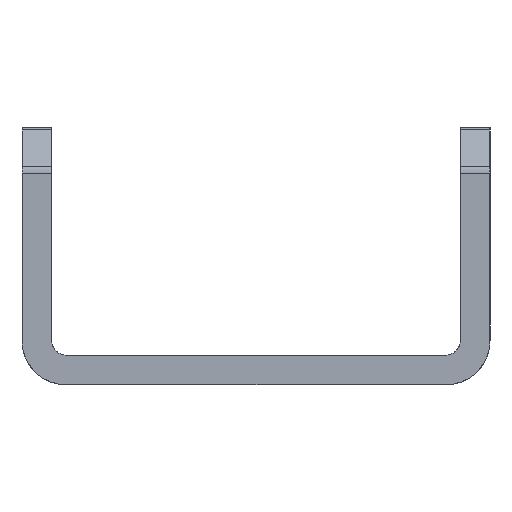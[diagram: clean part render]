
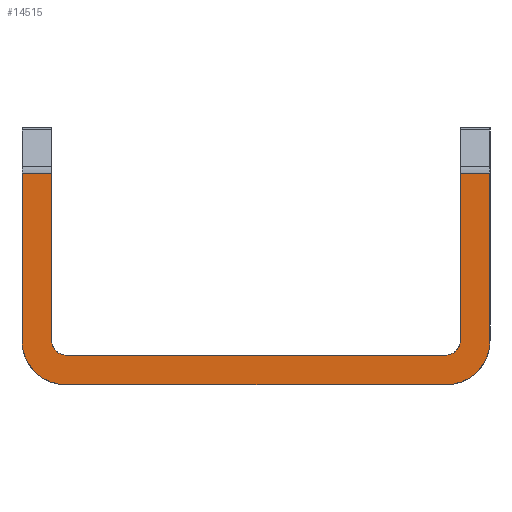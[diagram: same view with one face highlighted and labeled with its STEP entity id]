
A CAD part, front view. The second image highlights one B-rep face of the part: STEP entity #14515.
In plain terms, the highlighted planar face has unit normal (0, -1, 0).
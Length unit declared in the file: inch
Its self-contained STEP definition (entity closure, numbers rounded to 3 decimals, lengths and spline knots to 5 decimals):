
#656=CIRCLE('',#14831,0.094);
#797=CIRCLE('',#15125,0.094);
#1154=CIRCLE('',#15864,0.032);
#1155=CIRCLE('',#15866,0.032);
#1845=FACE_OUTER_BOUND('',#2617,.T.);
#2617=EDGE_LOOP('',(#12769,#12770,#12771,#12772,#12773,#12774,#12775,#12776,
#12777,#12778,#12779,#12780));
#2824=LINE('',#20101,#4236);
#2889=LINE('',#20350,#4301);
#3129=LINE('',#21141,#4541);
#3227=LINE('',#21495,#4639);
#3460=LINE('',#22218,#4872);
#4193=LINE('',#25477,#5605);
#4194=LINE('',#25478,#5606);
#4195=LINE('',#25479,#5607);
#4236=VECTOR('',#15958,0.3937);
#4301=VECTOR('',#16147,39.37008);
#4541=VECTOR('',#16827,0.3937);
#4639=VECTOR('',#17121,39.37008);
#4872=VECTOR('',#17770,0.3937);
#5605=VECTOR('',#19941,0.3937);
#5606=VECTOR('',#19942,0.3937);
#5607=VECTOR('',#19943,0.3937);
#5665=VERTEX_POINT('',#20098);
#5666=VERTEX_POINT('',#20100);
#5788=VERTEX_POINT('',#20348);
#5934=VERTEX_POINT('',#20960);
#5974=VERTEX_POINT('',#21138);
#5975=VERTEX_POINT('',#21140);
#6133=VERTEX_POINT('',#21494);
#6262=VERTEX_POINT('',#22038);
#7047=VERTEX_POINT('',#25465);
#7048=VERTEX_POINT('',#25466);
#7049=VERTEX_POINT('',#25471);
#7050=VERTEX_POINT('',#25472);
#7106=EDGE_CURVE('',#5665,#5666,#2824,.T.);
#7232=EDGE_CURVE('',#5788,#5665,#2889,.T.);
#7517=EDGE_CURVE('',#5666,#5934,#656,.T.);
#7564=EDGE_CURVE('',#5974,#5975,#3129,.T.);
#7741=EDGE_CURVE('',#6133,#5975,#3227,.T.);
#7993=EDGE_CURVE('',#6262,#5974,#797,.T.);
#8067=EDGE_CURVE('',#5934,#6262,#3460,.T.);
#9178=EDGE_CURVE('',#7047,#7048,#1154,.T.);
#9181=EDGE_CURVE('',#7049,#7050,#1155,.T.);
#9184=EDGE_CURVE('',#6133,#7049,#4193,.T.);
#9185=EDGE_CURVE('',#7048,#5788,#4194,.T.);
#9186=EDGE_CURVE('',#7050,#7047,#4195,.T.);
#12769=ORIENTED_EDGE('',*,*,#9184,.F.);
#12770=ORIENTED_EDGE('',*,*,#7741,.T.);
#12771=ORIENTED_EDGE('',*,*,#7564,.F.);
#12772=ORIENTED_EDGE('',*,*,#7993,.F.);
#12773=ORIENTED_EDGE('',*,*,#8067,.F.);
#12774=ORIENTED_EDGE('',*,*,#7517,.F.);
#12775=ORIENTED_EDGE('',*,*,#7106,.F.);
#12776=ORIENTED_EDGE('',*,*,#7232,.F.);
#12777=ORIENTED_EDGE('',*,*,#9185,.F.);
#12778=ORIENTED_EDGE('',*,*,#9178,.F.);
#12779=ORIENTED_EDGE('',*,*,#9186,.F.);
#12780=ORIENTED_EDGE('',*,*,#9181,.F.);
#13818=PLANE('',#15867);
#14515=ADVANCED_FACE('',(#1845),#13818,.T.);
#14831=AXIS2_PLACEMENT_3D('',#20961,#16772,#16773);
#15125=AXIS2_PLACEMENT_3D('',#22039,#17672,#17673);
#15864=AXIS2_PLACEMENT_3D('',#25467,#19929,#19930);
#15866=AXIS2_PLACEMENT_3D('',#25473,#19935,#19936);
#15867=AXIS2_PLACEMENT_3D('',#25476,#19939,#19940);
#15958=DIRECTION('',(0.,0.,-1.));
#16147=DIRECTION('',(1.,0.,0.));
#16772=DIRECTION('center_axis',(0.,1.,0.));
#16773=DIRECTION('ref_axis',(0.,0.,1.));
#16827=DIRECTION('',(0.,0.,1.));
#17121=DIRECTION('',(-1.,0.,0.));
#17672=DIRECTION('center_axis',(0.,1.,0.));
#17673=DIRECTION('ref_axis',(-1.,0.,0.));
#17770=DIRECTION('',(-1.,0.,0.));
#19929=DIRECTION('center_axis',(0.,-1.,0.));
#19930=DIRECTION('ref_axis',(0.707,0.,-0.707));
#19935=DIRECTION('center_axis',(0.,-1.,0.));
#19936=DIRECTION('ref_axis',(-0.707,0.,-0.707));
#19939=DIRECTION('center_axis',(0.,-1.,0.));
#19940=DIRECTION('ref_axis',(-1.,0.,0.));
#19941=DIRECTION('',(0.,0.,-1.));
#19942=DIRECTION('',(0.,0.,1.));
#19943=DIRECTION('',(1.,0.,0.));
#20098=CARTESIAN_POINT('',(0.75009,-0.25,0.15204));
#20100=CARTESIAN_POINT('',(0.75009,-0.25,-0.206));
#20101=CARTESIAN_POINT('',(0.75009,-0.25,-0.82397));
#20348=CARTESIAN_POINT('',(0.68709,-0.25,0.15204));
#20350=CARTESIAN_POINT('',(0.68809,-0.25,0.15204));
#20960=CARTESIAN_POINT('',(0.65609,-0.25,-0.3));
#20961=CARTESIAN_POINT('Origin',(0.65609,-0.25,-0.206));
#21138=CARTESIAN_POINT('',(-0.24991,-0.25,-0.206));
#21140=CARTESIAN_POINT('',(-0.24991,-0.25,0.15204));
#21141=CARTESIAN_POINT('',(-0.24991,-0.25,0.03903));
#21494=CARTESIAN_POINT('',(-0.18691,-0.25,0.15204));
#21495=CARTESIAN_POINT('',(-0.18791,-0.25,0.15204));
#22038=CARTESIAN_POINT('',(-0.15591,-0.25,-0.3));
#22039=CARTESIAN_POINT('Origin',(-0.15591,-0.25,-0.206));
#22218=CARTESIAN_POINT('',(-0.18141,-0.25,-0.3));
#25465=CARTESIAN_POINT('',(0.65509,-0.25,-0.237));
#25466=CARTESIAN_POINT('',(0.68709,-0.25,-0.205));
#25467=CARTESIAN_POINT('Origin',(0.65509,-0.25,-0.205));
#25471=CARTESIAN_POINT('',(-0.18691,-0.25,-0.205));
#25472=CARTESIAN_POINT('',(-0.15491,-0.25,-0.237));
#25473=CARTESIAN_POINT('Origin',(-0.15491,-0.25,-0.205));
#25476=CARTESIAN_POINT('Origin',(0.25009,-0.25,-0.07398));
#25477=CARTESIAN_POINT('',(-0.18691,-0.25,0.03903));
#25478=CARTESIAN_POINT('',(0.68709,-0.25,-0.82397));
#25479=CARTESIAN_POINT('',(-0.18141,-0.25,-0.237));
